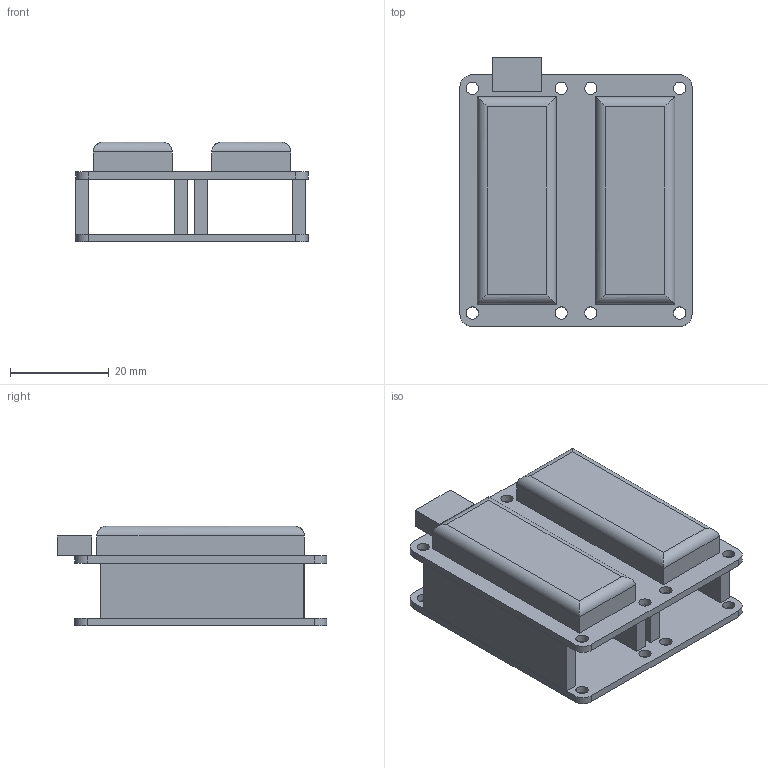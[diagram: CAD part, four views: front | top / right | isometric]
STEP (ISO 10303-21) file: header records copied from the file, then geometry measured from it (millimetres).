
FILE_DESCRIPTION(/* description */ (''),/* implementation_level */ '2;1');
FILE_NAME(/* name */ 'Particle_plus_mp3_mockup v6.step',/* time_stamp */ '2019-08-07T15:21:59+07:00',/* author */ (''),/* organization */ (''),/* preprocessor_version */ 'ST-DEVELOPER v18',/* originating_system */ 'Autodesk Translation Framework v8.2.0.1029',/* authorisation */ '');
FILE_SCHEMA (('AUTOMOTIVE_DESIGN { 1 0 10303 214 3 1 1 }'));
Length unit declared in the file: millimetre
Products named in the file (1): Particle_plus_mp3_mockup
Bounding box: 47 x 54.5 x 20.2 mm (x, y, z)
Volume: 19401.4 mm3; surface area: 18532.8 mm2
Topology: 9 solids, 9 shells, 86 faces, 196 edges, 128 vertices
Faces by surface type: plane 54, cylinder 32
Full cylindrical faces by diameter (mm): 2.5 x16
Entity records: 2522 total; most frequent: DIRECTION 426, CARTESIAN_POINT 411, ORIENTED_EDGE 392, EDGE_CURVE 196, AXIS2_PLACEMENT_3D 143, LINE 140, VECTOR 140, VERTEX_POINT 128
